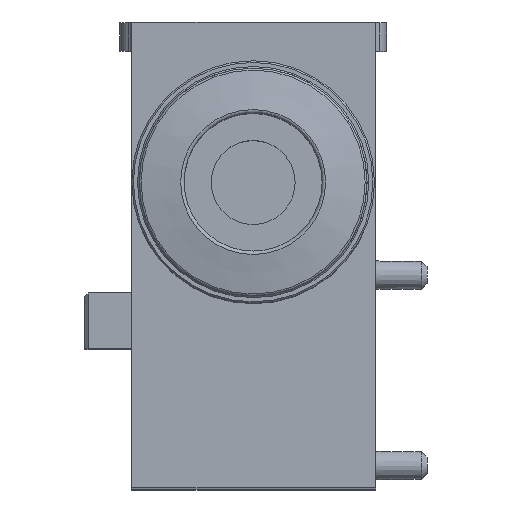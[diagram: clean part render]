
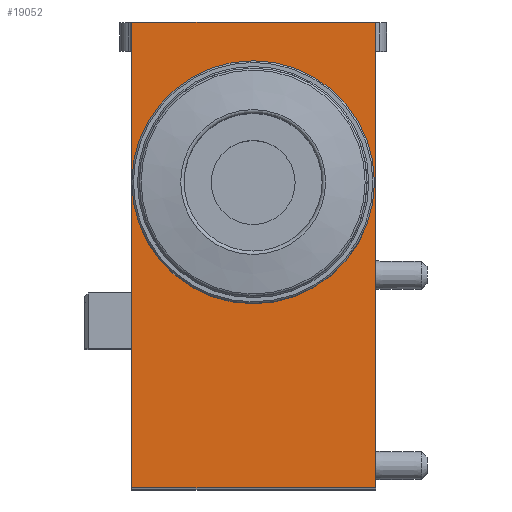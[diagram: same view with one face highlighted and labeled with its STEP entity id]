
A CAD part, top view. The second image highlights one B-rep face of the part: STEP entity #19052.
In plain terms, the highlighted planar face has unit normal (0, 0, 1).
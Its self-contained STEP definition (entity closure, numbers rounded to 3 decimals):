
#204=LINE('',#27244,#2710);
#231=LINE('',#27330,#2737);
#244=LINE('',#27365,#2750);
#245=LINE('',#27369,#2751);
#2710=VECTOR('',#21956,1000.);
#2737=VECTOR('',#22025,1000.);
#2750=VECTOR('',#22052,1000.);
#2751=VECTOR('',#22057,1000.);
#5147=PLANE('',#20526);
#6345=ORIENTED_EDGE('',*,*,#11779,.T.);
#6346=ORIENTED_EDGE('',*,*,#11713,.T.);
#6347=ORIENTED_EDGE('',*,*,#11780,.F.);
#6348=ORIENTED_EDGE('',*,*,#11759,.F.);
#6349=ORIENTED_EDGE('',*,*,#11778,.T.);
#11713=EDGE_CURVE('',#14436,#14435,#204,.T.);
#11759=EDGE_CURVE('',#14473,#14474,#231,.T.);
#11778=EDGE_CURVE('',#14473,#14436,#244,.T.);
#11779=EDGE_CURVE('',#14489,#14489,#16119,.T.);
#11780=EDGE_CURVE('',#14474,#14435,#245,.T.);
#14435=VERTEX_POINT('',#27243);
#14436=VERTEX_POINT('',#27245);
#14473=VERTEX_POINT('',#27329);
#14474=VERTEX_POINT('',#27331);
#14489=VERTEX_POINT('',#27368);
#16119=CIRCLE('',#20527,9.2);
#16338=EDGE_LOOP('',(#6345));
#16339=EDGE_LOOP('',(#6346,#6347,#6348,#6349));
#17685=FACE_BOUND('',#16338,.T.);
#17686=FACE_BOUND('',#16339,.T.);
#19052=ADVANCED_FACE('',(#17685,#17686),#5147,.F.);
#20526=AXIS2_PLACEMENT_3D('',#27366,#22053,#22054);
#20527=AXIS2_PLACEMENT_3D('',#27367,#22055,#22056);
#21956=DIRECTION('',(0.,-1.,0.));
#22025=DIRECTION('',(0.,-1.,0.));
#22052=DIRECTION('',(-1.,0.,0.));
#22053=DIRECTION('',(0.,0.,-1.));
#22054=DIRECTION('',(-1.,0.,0.));
#22055=DIRECTION('',(0.,0.,-1.));
#22056=DIRECTION('',(-1.,0.,0.));
#22057=DIRECTION('',(-1.,0.,0.));
#27243=CARTESIAN_POINT('',(-10.55,0.,0.));
#27244=CARTESIAN_POINT('',(-10.55,40.5,0.));
#27245=CARTESIAN_POINT('',(-10.55,40.5,0.));
#27329=CARTESIAN_POINT('',(10.65,40.5,0.));
#27330=CARTESIAN_POINT('',(10.65,40.5,0.));
#27331=CARTESIAN_POINT('',(10.65,0.,0.));
#27365=CARTESIAN_POINT('',(10.65,40.5,0.));
#27366=CARTESIAN_POINT('',(10.65,40.5,0.));
#27367=CARTESIAN_POINT('',(0.,26.55,0.));
#27368=CARTESIAN_POINT('',(-9.2,26.55,0.));
#27369=CARTESIAN_POINT('',(10.65,0.,0.));
